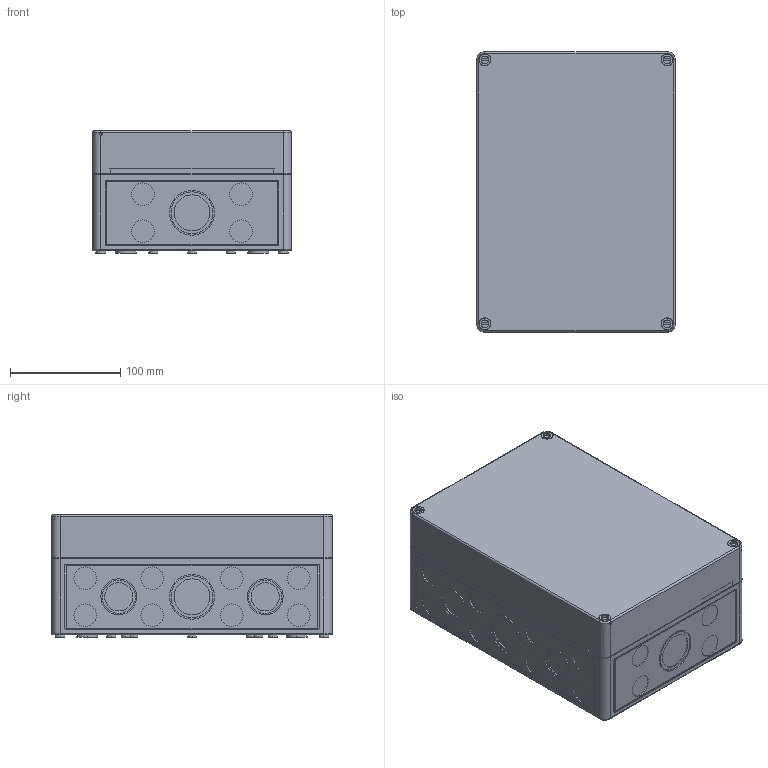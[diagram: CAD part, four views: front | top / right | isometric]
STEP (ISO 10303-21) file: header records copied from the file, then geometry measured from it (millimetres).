
FILE_DESCRIPTION (( 'STEP AP203' ), '1' );
FILE_NAME ('60182525.step', '2014-12-03T15:01:05', ( 'Windows-Benutzer' ), ( '' ), 'SwSTEP 2.0', 'SolidWorks 2014', '' );
FILE_SCHEMA (( 'CONFIG_CONTROL_DESIGN' ));
Length unit declared in the file: millimetre
Products named in the file (4): 60182525; Kasten_TK2518-m60182525; Deckel_TK2518-1160182525; Schraube_TK58mm-grau60182525
Assembly tree (6 placements, depth 2):
  60182525
    Kasten_TK2518-m60182525
    Deckel_TK2518-1160182525
    Schraube_TK58mm-grau60182525  x4
Bounding box: 180 x 254 x 110.7 mm (x, y, z)
Volume: 632241.6 mm3; surface area: 406025.4 mm2
Topology: 6 solids, 6 shells, 1131 faces, 2760 edges, 1812 vertices
Faces by surface type: plane 621, cylinder 430, cone 64, torus 16
Entity records: 26934 total; most frequent: DIRECTION 4862, CARTESIAN_POINT 4623, ORIENTED_EDGE 4320, EDGE_CURVE 2160, AXIS2_PLACEMENT_3D 1827, VERTEX_POINT 1416, VECTOR 1208, LINE 1208
